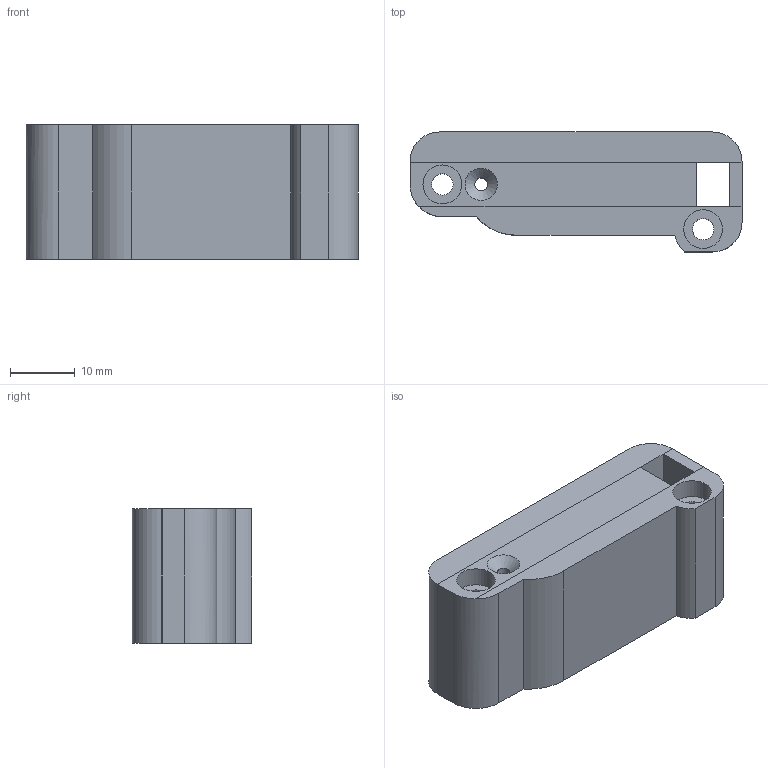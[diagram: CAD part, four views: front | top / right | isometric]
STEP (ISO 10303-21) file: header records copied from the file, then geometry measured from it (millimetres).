
FILE_DESCRIPTION(('FreeCAD Model'),'2;1');
FILE_NAME('Open CASCADE Shape Model','2024-06-28T13:24:58',('Author'),( ''),'Open CASCADE STEP processor 7.7','FreeCAD','Unknown');
FILE_SCHEMA(('AUTOMOTIVE_DESIGN { 1 0 10303 214 1 1 1 1 }'));
Length unit declared in the file: millimetre
Products named in the file (1): SensorBodyTop
Bounding box: 51.3 x 18.52 x 20.75 mm (x, y, z)
Volume: 11316.9 mm3; surface area: 6462.3 mm2
Topology: 1 solids, 1 shells, 51 faces, 139 edges, 87 vertices
Faces by surface type: plane 35, cylinder 13, sphere 2, cone 1
Full cylindrical faces by diameter (mm): 2 x1, 3.3 x2, 6 x2
Entity records: 1677 total; most frequent: CARTESIAN_POINT 336, ORIENTED_EDGE 274, DIRECTION 271, EDGE_CURVE 137, LINE 103, VECTOR 103, VERTEX_POINT 87, AXIS2_PLACEMENT_3D 84
